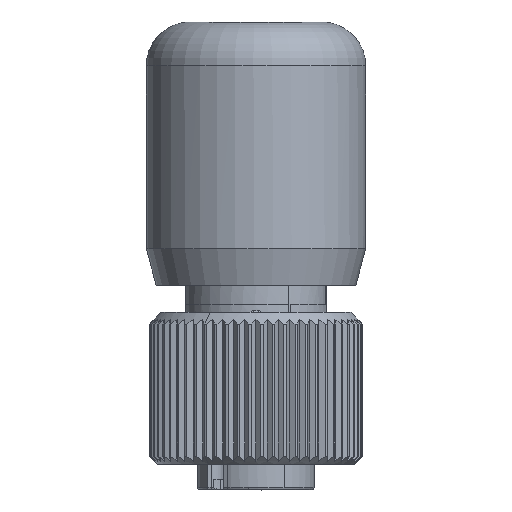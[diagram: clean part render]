
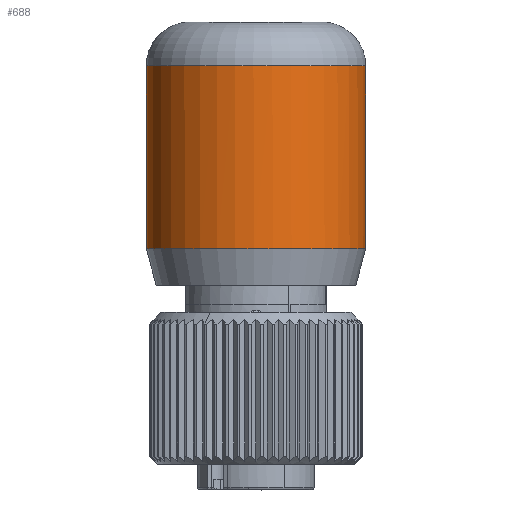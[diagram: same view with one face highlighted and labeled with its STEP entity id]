
A CAD part, front view. The second image highlights one B-rep face of the part: STEP entity #688.
In plain terms, the highlighted cylindrical face has radius 7.5 mm (diameter 15 mm), a partial arc.
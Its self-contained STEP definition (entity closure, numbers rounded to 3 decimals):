
#543=AXIS2_PLACEMENT_3D('Cylinder Axis2P3D',#540,#541,#542) ;
#658=AXIS2_PLACEMENT_3D('Circle Axis2P3D',#656,#657,$) ;
#665=AXIS2_PLACEMENT_3D('Circle Axis2P3D',#663,#664,$) ;
#670=AXIS2_PLACEMENT_3D('Circle Axis2P3D',#668,#669,$) ;
#677=AXIS2_PLACEMENT_3D('Circle Axis2P3D',#675,#676,$) ;
#540=CARTESIAN_POINT('Axis2P3D Location',(7.5,7.5,24.5)) ;
#549=CARTESIAN_POINT('Vertex',(15.,7.5,29.)) ;
#552=CARTESIAN_POINT('Line Origine',(15.,7.5,24.5)) ;
#556=CARTESIAN_POINT('Vertex',(15.,7.5,16.5)) ;
#563=CARTESIAN_POINT('Vertex',(0.,7.5,16.5)) ;
#566=CARTESIAN_POINT('Line Origine',(0.,7.5,24.5)) ;
#570=CARTESIAN_POINT('Vertex',(0.,7.5,29.)) ;
#656=CARTESIAN_POINT('Axis2P3D Location',(7.5,7.5,29.)) ;
#660=CARTESIAN_POINT('Vertex',(14.822,5.874,29.)) ;
#663=CARTESIAN_POINT('Axis2P3D Location',(7.5,7.5,29.)) ;
#668=CARTESIAN_POINT('Axis2P3D Location',(7.5,7.5,16.5)) ;
#672=CARTESIAN_POINT('Vertex',(14.996,7.27,16.5)) ;
#675=CARTESIAN_POINT('Axis2P3D Location',(7.5,7.5,16.5)) ;
#541=DIRECTION('Axis2P3D Direction',(0.,0.,1.)) ;
#542=DIRECTION('Axis2P3D XDirection',(1.,0.,0.)) ;
#553=DIRECTION('Vector Direction',(0.,0.,1.)) ;
#567=DIRECTION('Vector Direction',(0.,0.,1.)) ;
#657=DIRECTION('Axis2P3D Direction',(0.,0.,1.)) ;
#664=DIRECTION('Axis2P3D Direction',(0.,0.,1.)) ;
#669=DIRECTION('Axis2P3D Direction',(0.,0.,1.)) ;
#676=DIRECTION('Axis2P3D Direction',(0.,0.,1.)) ;
#554=VECTOR('Line Direction',#553,1.) ;
#568=VECTOR('Line Direction',#567,1.) ;
#681=ORIENTED_EDGE('',*,*,#558,.T.) ;
#682=ORIENTED_EDGE('',*,*,#662,.F.) ;
#683=ORIENTED_EDGE('',*,*,#667,.F.) ;
#684=ORIENTED_EDGE('',*,*,#572,.F.) ;
#685=ORIENTED_EDGE('',*,*,#674,.T.) ;
#686=ORIENTED_EDGE('',*,*,#679,.T.) ;
#688=ADVANCED_FACE('Hauptk\X2\00F6\X0\rper',(#687),#544,.T.) ;
#659=CIRCLE('generated circle',#658,7.5) ;
#666=CIRCLE('generated circle',#665,7.5) ;
#671=CIRCLE('generated circle',#670,7.5) ;
#678=CIRCLE('generated circle',#677,7.5) ;
#544=CYLINDRICAL_SURFACE('generated cylinder',#543,7.5) ;
#558=EDGE_CURVE('',#557,#550,#555,.T.) ;
#572=EDGE_CURVE('',#564,#571,#569,.T.) ;
#662=EDGE_CURVE('',#661,#550,#659,.T.) ;
#667=EDGE_CURVE('',#571,#661,#666,.T.) ;
#674=EDGE_CURVE('',#564,#673,#671,.T.) ;
#679=EDGE_CURVE('',#673,#557,#678,.T.) ;
#680=EDGE_LOOP('',(#681,#682,#683,#684,#685,#686)) ;
#687=FACE_OUTER_BOUND('',#680,.T.) ;
#555=LINE('Line',#552,#554) ;
#569=LINE('Line',#566,#568) ;
#550=VERTEX_POINT('',#549) ;
#557=VERTEX_POINT('',#556) ;
#564=VERTEX_POINT('',#563) ;
#571=VERTEX_POINT('',#570) ;
#661=VERTEX_POINT('',#660) ;
#673=VERTEX_POINT('',#672) ;
